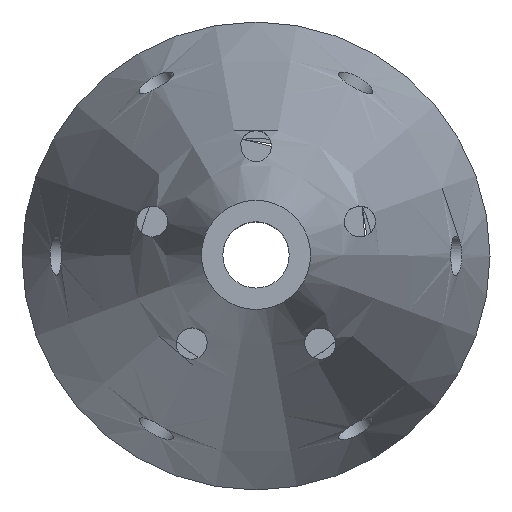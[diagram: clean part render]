
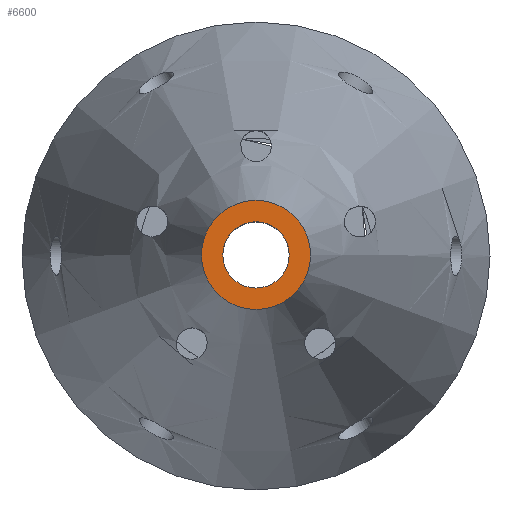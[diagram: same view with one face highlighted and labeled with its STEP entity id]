
A CAD part, top view. The second image highlights one B-rep face of the part: STEP entity #6600.
In plain terms, the highlighted planar face has unit normal (0, 0, 1).
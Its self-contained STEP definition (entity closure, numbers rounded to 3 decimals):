
#71 = CONICAL_SURFACE('',#72,30.,0.28);
#72 = AXIS2_PLACEMENT_3D('',#73,#74,#75);
#73 = CARTESIAN_POINT('',(0.,0.,0.));
#74 = DIRECTION('',(-0.,-0.,-1.));
#75 = DIRECTION('',(1.,0.,0.));
#278 = VERTEX_POINT('',#279);
#279 = CARTESIAN_POINT('',(7.,0.,80.));
#300 = EDGE_CURVE('',#278,#278,#301,.T.);
#301 = SURFACE_CURVE('',#302,(#307,#314),.PCURVE_S1.);
#302 = CIRCLE('',#303,7.);
#303 = AXIS2_PLACEMENT_3D('',#304,#305,#306);
#304 = CARTESIAN_POINT('',(0.,0.,80.));
#305 = DIRECTION('',(0.,0.,1.));
#306 = DIRECTION('',(1.,0.,0.));
#307 = PCURVE('',#71,#308);
#308 = DEFINITIONAL_REPRESENTATION('',(#309),#313);
#309 = LINE('',#310,#311);
#310 = CARTESIAN_POINT('',(-0.,-80.));
#311 = VECTOR('',#312,1.);
#312 = DIRECTION('',(-1.,-0.));
#313 = ( GEOMETRIC_REPRESENTATION_CONTEXT(2) 
PARAMETRIC_REPRESENTATION_CONTEXT() REPRESENTATION_CONTEXT('2D SPACE',''
  ) );
#314 = PCURVE('',#315,#320);
#315 = PLANE('',#316);
#316 = AXIS2_PLACEMENT_3D('',#317,#318,#319);
#317 = CARTESIAN_POINT('',(0.,0.,80.));
#318 = DIRECTION('',(0.,0.,1.));
#319 = DIRECTION('',(1.,0.,0.));
#320 = DEFINITIONAL_REPRESENTATION('',(#321),#325);
#321 = CIRCLE('',#322,7.);
#322 = AXIS2_PLACEMENT_2D('',#323,#324);
#323 = CARTESIAN_POINT('',(0.,0.));
#324 = DIRECTION('',(1.,0.));
#325 = ( GEOMETRIC_REPRESENTATION_CONTEXT(2) 
PARAMETRIC_REPRESENTATION_CONTEXT() REPRESENTATION_CONTEXT('2D SPACE',''
  ) );
#6600 = ADVANCED_FACE('',(#6601,#6604),#315,.T.);
#6601 = FACE_BOUND('',#6602,.T.);
#6602 = EDGE_LOOP('',(#6603));
#6603 = ORIENTED_EDGE('',*,*,#300,.T.);
#6604 = FACE_BOUND('',#6605,.T.);
#6605 = EDGE_LOOP('',(#6606));
#6606 = ORIENTED_EDGE('',*,*,#6607,.F.);
#6607 = EDGE_CURVE('',#6608,#6608,#6610,.T.);
#6608 = VERTEX_POINT('',#6609);
#6609 = CARTESIAN_POINT('',(4.25,0.,80.));
#6610 = SURFACE_CURVE('',#6611,(#6616,#6623),.PCURVE_S1.);
#6611 = CIRCLE('',#6612,4.25);
#6612 = AXIS2_PLACEMENT_3D('',#6613,#6614,#6615);
#6613 = CARTESIAN_POINT('',(0.,0.,80.));
#6614 = DIRECTION('',(0.,0.,1.));
#6615 = DIRECTION('',(1.,0.,0.));
#6616 = PCURVE('',#315,#6617);
#6617 = DEFINITIONAL_REPRESENTATION('',(#6618),#6622);
#6618 = CIRCLE('',#6619,4.25);
#6619 = AXIS2_PLACEMENT_2D('',#6620,#6621);
#6620 = CARTESIAN_POINT('',(0.,0.));
#6621 = DIRECTION('',(1.,0.));
#6622 = ( GEOMETRIC_REPRESENTATION_CONTEXT(2) 
PARAMETRIC_REPRESENTATION_CONTEXT() REPRESENTATION_CONTEXT('2D SPACE',''
  ) );
#6623 = PCURVE('',#6624,#6629);
#6624 = CYLINDRICAL_SURFACE('',#6625,4.25);
#6625 = AXIS2_PLACEMENT_3D('',#6626,#6627,#6628);
#6626 = CARTESIAN_POINT('',(0.,0.,80.));
#6627 = DIRECTION('',(0.,0.,1.));
#6628 = DIRECTION('',(1.,0.,0.));
#6629 = DEFINITIONAL_REPRESENTATION('',(#6630),#6634);
#6630 = LINE('',#6631,#6632);
#6631 = CARTESIAN_POINT('',(0.,0.));
#6632 = VECTOR('',#6633,1.);
#6633 = DIRECTION('',(1.,0.));
#6634 = ( GEOMETRIC_REPRESENTATION_CONTEXT(2) 
PARAMETRIC_REPRESENTATION_CONTEXT() REPRESENTATION_CONTEXT('2D SPACE',''
  ) );
